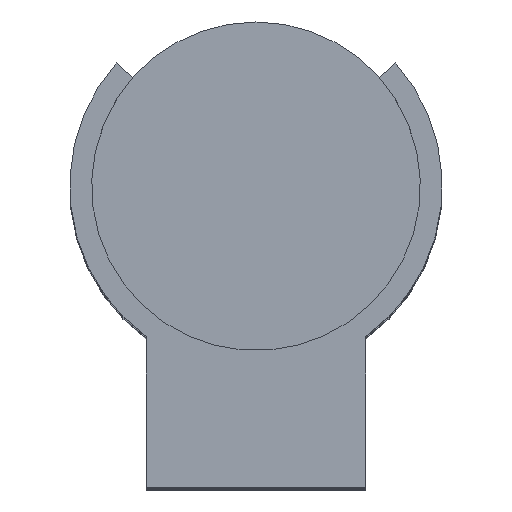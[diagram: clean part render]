
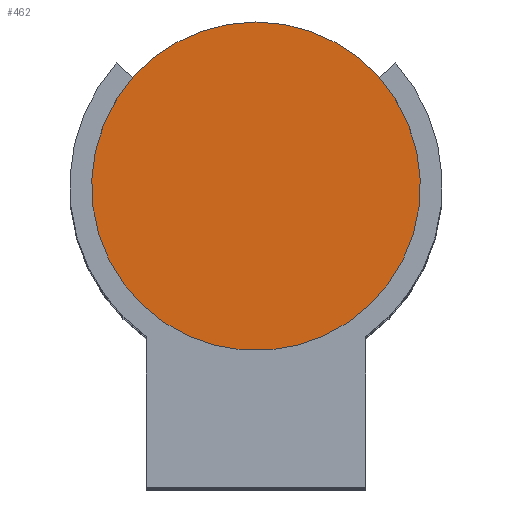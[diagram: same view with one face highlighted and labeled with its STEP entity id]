
A CAD part, top view. The second image highlights one B-rep face of the part: STEP entity #462.
In plain terms, the highlighted planar face has unit normal (0, 0, 1).
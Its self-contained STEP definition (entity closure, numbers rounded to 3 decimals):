
#29=PLANE('',#571);
#50=FACE_OUTER_BOUND('',#79,.T.);
#79=EDGE_LOOP('',(#330,#331));
#195=CIRCLE('',#569,3.);
#197=CIRCLE('',#572,3.);
#218=VERTEX_POINT('',#784);
#219=VERTEX_POINT('',#786);
#261=EDGE_CURVE('',#219,#218,#195,.T.);
#264=EDGE_CURVE('',#219,#218,#197,.T.);
#330=ORIENTED_EDGE('',*,*,#261,.T.);
#331=ORIENTED_EDGE('',*,*,#264,.F.);
#462=ADVANCED_FACE('',(#50),#29,.T.);
#569=AXIS2_PLACEMENT_3D('',#787,#632,#633);
#571=AXIS2_PLACEMENT_3D('',#791,#637,#638);
#572=AXIS2_PLACEMENT_3D('',#792,#639,#640);
#632=DIRECTION('center_axis',(0.,0.,1.));
#633=DIRECTION('ref_axis',(1.,0.,0.));
#637=DIRECTION('center_axis',(0.,0.,1.));
#638=DIRECTION('ref_axis',(1.,0.,0.));
#639=DIRECTION('center_axis',(0.,0.,-1.));
#640=DIRECTION('ref_axis',(1.,0.,0.));
#784=CARTESIAN_POINT('',(-2.25,7.485,11.5));
#786=CARTESIAN_POINT('',(2.25,7.485,11.5));
#787=CARTESIAN_POINT('Origin',(0.,5.5,11.5));
#791=CARTESIAN_POINT('Origin',(0.,5.5,11.5));
#792=CARTESIAN_POINT('Origin',(0.,5.5,11.5));
